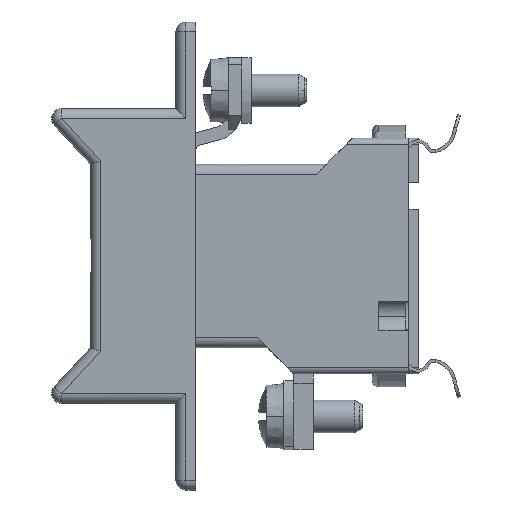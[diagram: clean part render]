
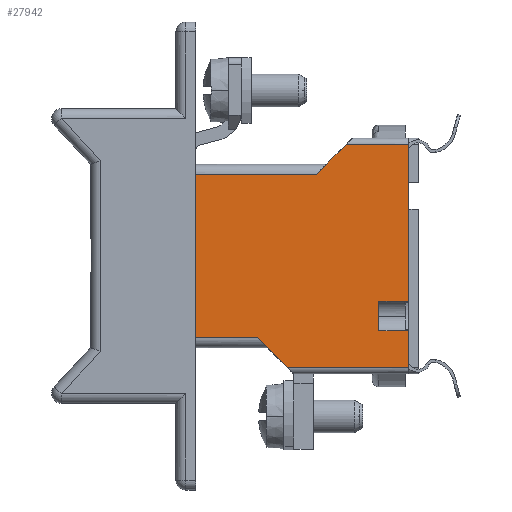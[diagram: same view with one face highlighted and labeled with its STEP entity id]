
A CAD part, left-side view. The second image highlights one B-rep face of the part: STEP entity #27942.
In plain terms, the highlighted planar face has unit normal (-1, 0, 0).
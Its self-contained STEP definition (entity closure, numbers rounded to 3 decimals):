
#22339=DIRECTION('',(0.,0.,-1.));
#22340=VECTOR('',#22339,25.);
#22341=CARTESIAN_POINT('',(-40.35,34.,12.5));
#22342=LINE('',#22341,#22340);
#23456=DIRECTION('',(0.,-1.,0.));
#23457=VECTOR('',#23456,9.5);
#23458=CARTESIAN_POINT('',(-40.35,34.,-12.5));
#23459=LINE('',#23458,#23457);
#23475=DIRECTION('',(0.,-1.,0.));
#23476=VECTOR('',#23475,4.5);
#23477=CARTESIAN_POINT('',(-40.35,6.,-11.442));
#23478=LINE('',#23477,#23476);
#23482=DIRECTION('',(0.,0.707,0.707));
#23483=VECTOR('',#23482,6.364);
#23484=CARTESIAN_POINT('',(-40.35,20.,-17.));
#23485=LINE('',#23484,#23483);
#23489=DIRECTION('',(0.,-0.707,0.707));
#23490=VECTOR('',#23489,6.364);
#23491=CARTESIAN_POINT('',(-40.35,15.5,12.5));
#23492=LINE('',#23491,#23490);
#23496=DIRECTION('',(0.,-1.,0.));
#23497=VECTOR('',#23496,4.5);
#23498=CARTESIAN_POINT('',(-40.35,6.,-6.942));
#23499=LINE('',#23498,#23497);
#23517=DIRECTION('',(0.,0.,1.));
#23518=VECTOR('',#23517,23.942);
#23519=CARTESIAN_POINT('',(-40.35,1.5,-6.942));
#23520=LINE('',#23519,#23518);
#23562=CARTESIAN_POINT('',(-40.35,11.,17.));
#23581=DIRECTION('',(0.,1.,0.));
#23582=VECTOR('',#23581,9.5);
#23583=CARTESIAN_POINT('',(-40.35,1.5,17.));
#23584=LINE('',#23583,#23582);
#24771=DIRECTION('',(0.,0.,1.));
#24772=VECTOR('',#24771,5.558);
#24773=CARTESIAN_POINT('',(-40.35,1.5,-17.));
#24774=LINE('',#24773,#24772);
#24785=DIRECTION('',(0.,0.,1.));
#24786=VECTOR('',#24785,4.5);
#24787=CARTESIAN_POINT('',(-40.35,6.,-11.442));
#24788=LINE('',#24787,#24786);
#25092=DIRECTION('',(0.,-1.,0.));
#25093=VECTOR('',#25092,18.5);
#25094=CARTESIAN_POINT('',(-40.35,20.,-17.));
#25095=LINE('',#25094,#25093);
#25551=DIRECTION('',(0.,1.,0.));
#25552=VECTOR('',#25551,18.5);
#25553=CARTESIAN_POINT('',(-40.35,15.5,12.5));
#25554=LINE('',#25553,#25552);
#25886=CARTESIAN_POINT('',(-40.35,34.,12.5));
#25887=VERTEX_POINT('',#25886);
#25888=CARTESIAN_POINT('',(-40.35,34.,-12.5));
#25889=VERTEX_POINT('',#25888);
#26074=VERTEX_POINT('',#23562);
#26075=CARTESIAN_POINT('',(-40.35,15.5,12.5));
#26076=VERTEX_POINT('',#26075);
#26077=CARTESIAN_POINT('',(-40.35,6.,-6.942));
#26078=CARTESIAN_POINT('',(-40.35,1.5,-6.942));
#26079=VERTEX_POINT('',#26077);
#26080=VERTEX_POINT('',#26078);
#26081=CARTESIAN_POINT('',(-40.35,6.,-11.442));
#26082=VERTEX_POINT('',#26081);
#26083=CARTESIAN_POINT('',(-40.35,1.5,-11.442));
#26084=VERTEX_POINT('',#26083);
#26085=CARTESIAN_POINT('',(-40.35,1.5,-17.));
#26086=VERTEX_POINT('',#26085);
#26087=CARTESIAN_POINT('',(-40.35,20.,-17.));
#26088=VERTEX_POINT('',#26087);
#26089=CARTESIAN_POINT('',(-40.35,24.5,-12.5));
#26090=VERTEX_POINT('',#26089);
#26091=CARTESIAN_POINT('',(-40.35,1.5,17.));
#26092=VERTEX_POINT('',#26091);
#27914=CARTESIAN_POINT('',(-40.35,0.,-18.));
#27915=DIRECTION('',(-1.,0.,0.));
#27916=DIRECTION('',(0.,0.,1.));
#27917=AXIS2_PLACEMENT_3D('',#27914,#27915,#27916);
#27918=PLANE('',#27917);
#27920=ORIENTED_EDGE('',*,*,#27919,.F.);
#27922=ORIENTED_EDGE('',*,*,#27921,.F.);
#27924=ORIENTED_EDGE('',*,*,#27923,.T.);
#27926=ORIENTED_EDGE('',*,*,#27925,.F.);
#27928=ORIENTED_EDGE('',*,*,#27927,.F.);
#27929=ORIENTED_EDGE('',*,*,#27877,.T.);
#27930=ORIENTED_EDGE('',*,*,#27901,.F.);
#27931=ORIENTED_EDGE('',*,*,#26763,.F.);
#27933=ORIENTED_EDGE('',*,*,#27932,.F.);
#27935=ORIENTED_EDGE('',*,*,#27934,.T.);
#27937=ORIENTED_EDGE('',*,*,#27936,.F.);
#27939=ORIENTED_EDGE('',*,*,#27938,.F.);
#27940=EDGE_LOOP('',(#27920,#27922,#27924,#27926,#27928,#27929,#27930,#27931,
#27933,#27935,#27937,#27939));
#27941=FACE_OUTER_BOUND('',#27940,.F.);
#26763=EDGE_CURVE('',#25887,#25889,#22342,.T.);
#27877=EDGE_CURVE('',#26088,#26090,#23485,.T.);
#27901=EDGE_CURVE('',#25889,#26090,#23459,.T.);
#27919=EDGE_CURVE('',#26079,#26080,#23499,.T.);
#27921=EDGE_CURVE('',#26082,#26079,#24788,.T.);
#27923=EDGE_CURVE('',#26082,#26084,#23478,.T.);
#27925=EDGE_CURVE('',#26086,#26084,#24774,.T.);
#27927=EDGE_CURVE('',#26088,#26086,#25095,.T.);
#27932=EDGE_CURVE('',#26076,#25887,#25554,.T.);
#27934=EDGE_CURVE('',#26076,#26074,#23492,.T.);
#27936=EDGE_CURVE('',#26092,#26074,#23584,.T.);
#27938=EDGE_CURVE('',#26080,#26092,#23520,.T.);
#27942=ADVANCED_FACE('',(#27941),#27918,.T.);
